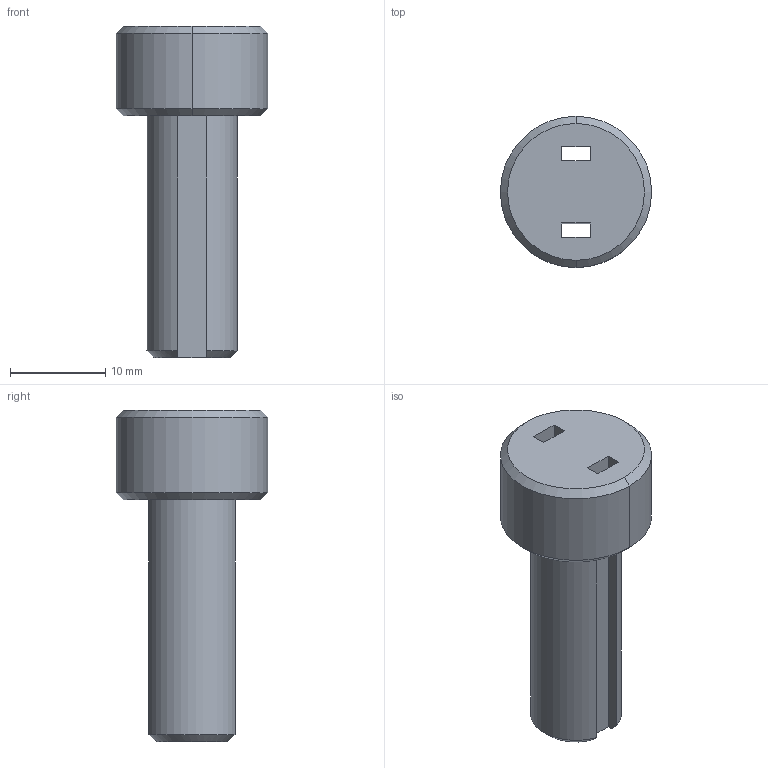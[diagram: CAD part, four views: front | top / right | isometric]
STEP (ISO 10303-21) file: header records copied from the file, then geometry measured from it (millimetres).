
FILE_DESCRIPTION (( 'STEP AP203' ), '1' );
FILE_NAME ('STP-299-045-A24-A64-00(SANE-9851125).STEP', '2021-06-10T03:36:59', ( '' ), ( '' ), 'SwSTEP 2.0', 'SolidWorks 2017', '' );
FILE_SCHEMA (( 'CONFIG_CONTROL_DESIGN' ));
Length unit declared in the file: millimetre
Products named in the file (1): STP-299-045-A24-A64-00(SANE-9851125)
Bounding box: 15.88 x 15.88 x 34.8 mm (x, y, z)
Volume: 3335.6 mm3; surface area: 1843.2 mm2
Topology: 1 solids, 1 shells, 21 faces, 56 edges, 36 vertices
Faces by surface type: plane 11, cone 6, cylinder 4
Entity records: 741 total; most frequent: CARTESIAN_POINT 126, ORIENTED_EDGE 112, DIRECTION 110, EDGE_CURVE 56, LINE 38, VECTOR 38, VERTEX_POINT 36, AXIS2_PLACEMENT_3D 36
